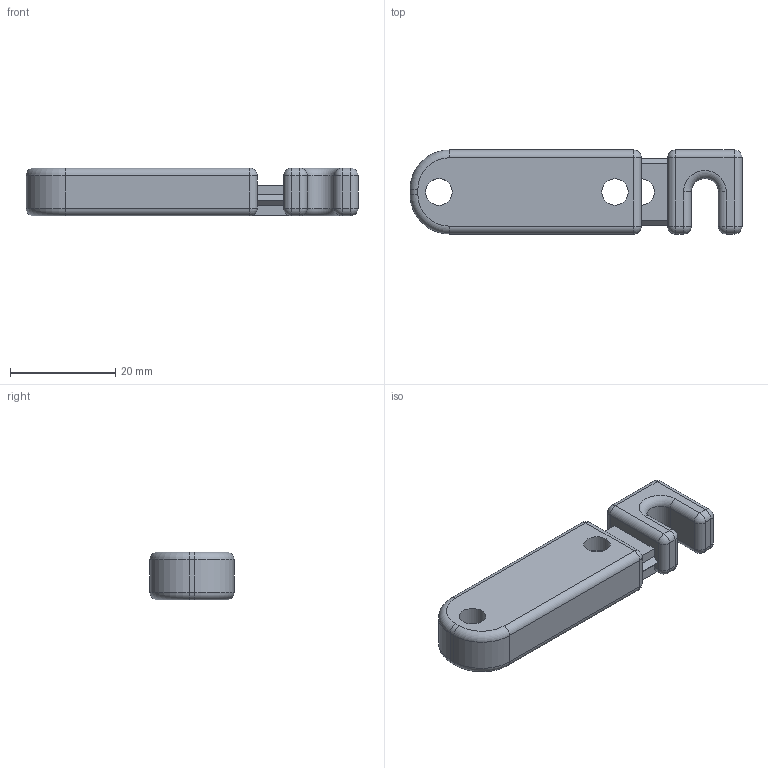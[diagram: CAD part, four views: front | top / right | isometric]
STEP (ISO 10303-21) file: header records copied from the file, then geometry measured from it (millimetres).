
FILE_DESCRIPTION(/* description */ (''),/* implementation_level */ '2;1');
FILE_NAME(/* name */ '_ss2k arm - reference.step',/* time_stamp */ '2022-02-01T14:20:16-05:00',/* author */ (''),/* organization */ (''),/* preprocessor_version */ 'ST-DEVELOPER v18.1',/* originating_system */ 'Autodesk Translation Framework v10.13.0.1454',/* authorisation */ '');
FILE_SCHEMA (('AUTOMOTIVE_DESIGN { 1 0 10303 214 3 1 1 }'));
Length unit declared in the file: millimetre
Products named in the file (1): _ss2k arm - reference v4
Bounding box: 63.15 x 16 x 9.1 mm (x, y, z)
Volume: 6519.3 mm3; surface area: 4849.1 mm2
Topology: 2 solids, 2 shells, 100 faces, 224 edges, 128 vertices
Faces by surface type: cylinder 39, plane 39, sphere 16, torus 6
Full cylindrical faces by diameter (mm): 5 x1, 5.05 x1
Entity records: 2764 total; most frequent: DIRECTION 510, CARTESIAN_POINT 453, ORIENTED_EDGE 448, EDGE_CURVE 224, AXIS2_PLACEMENT_3D 185, LINE 140, VECTOR 140, VERTEX_POINT 128
